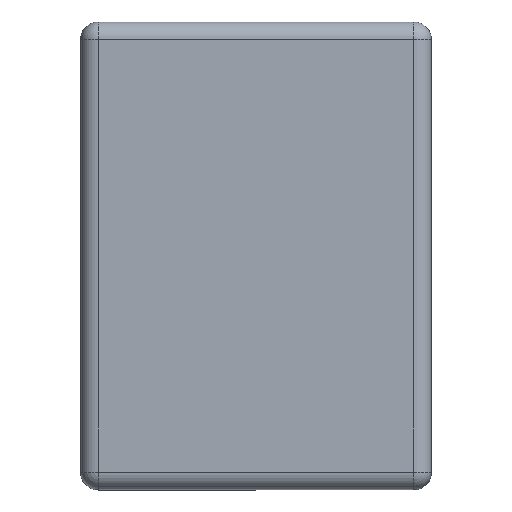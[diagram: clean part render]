
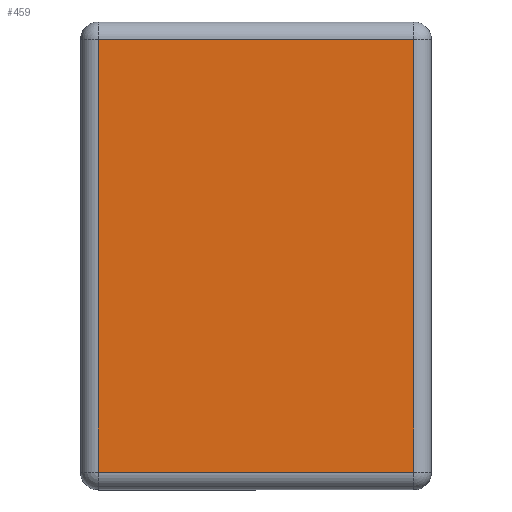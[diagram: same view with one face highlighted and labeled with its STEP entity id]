
A CAD part, top view. The second image highlights one B-rep face of the part: STEP entity #459.
In plain terms, the highlighted face is planar.
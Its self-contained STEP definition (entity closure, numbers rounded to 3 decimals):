
#1 = ORIENTED_EDGE ( 'NONE', *, *, #1769, .T. ) ;
#7 = CARTESIAN_POINT ( 'NONE',  ( 27., 35., 37. ) ) ;
#17 = EDGE_CURVE ( 'NONE', #981, #808, #1014, .T. ) ;
#83 = CARTESIAN_POINT ( 'NONE',  ( -27., 35., 37. ) ) ;
#96 = CARTESIAN_POINT ( 'NONE',  ( 30., 35., -37. ) ) ;
#120 = ORIENTED_EDGE ( 'NONE', *, *, #1556, .T. ) ;
#136 = CARTESIAN_POINT ( 'NONE',  ( 27., 35., -37. ) ) ;
#142 = ORIENTED_EDGE ( 'NONE', *, *, #949, .T. ) ;
#459 = ADVANCED_FACE ( 'NONE', ( #909 ), #710, .F. ) ;
#460 = AXIS2_PLACEMENT_3D ( 'NONE', #1658, #845, #465 ) ;
#465 = DIRECTION ( 'NONE',  ( 0., 0., -1. ) ) ;
#679 = VECTOR ( 'NONE', #1275, 1000. ) ;
#710 = PLANE ( 'NONE',  #460 ) ;
#725 = DIRECTION ( 'NONE',  ( 0., 0., -1. ) ) ;
#765 = DIRECTION ( 'NONE',  ( -1., 0., 0. ) ) ;
#785 = CARTESIAN_POINT ( 'NONE',  ( -27., 35., -37. ) ) ;
#808 = VERTEX_POINT ( 'NONE', #785 ) ;
#845 = DIRECTION ( 'NONE',  ( 0., -1., 0. ) ) ;
#909 = FACE_OUTER_BOUND ( 'NONE', #1726, .T. ) ;
#916 = VERTEX_POINT ( 'NONE', #83 ) ;
#949 = EDGE_CURVE ( 'NONE', #808, #916, #950, .T. ) ;
#950 = LINE ( 'NONE', #1617, #1263 ) ;
#978 = LINE ( 'NONE', #1367, #1657 ) ;
#981 = VERTEX_POINT ( 'NONE', #136 ) ;
#1014 = LINE ( 'NONE', #96, #1333 ) ;
#1186 = LINE ( 'NONE', #1549, #679 ) ;
#1207 = VERTEX_POINT ( 'NONE', #7 ) ;
#1220 = DIRECTION ( 'NONE',  ( 0., 0., 1. ) ) ;
#1263 = VECTOR ( 'NONE', #1220, 1000. ) ;
#1275 = DIRECTION ( 'NONE',  ( 1., 0., 0. ) ) ;
#1333 = VECTOR ( 'NONE', #765, 1000. ) ;
#1367 = CARTESIAN_POINT ( 'NONE',  ( 27., 35., 40. ) ) ;
#1549 = CARTESIAN_POINT ( 'NONE',  ( 27., 35., 37. ) ) ;
#1556 = EDGE_CURVE ( 'NONE', #1207, #981, #978, .T. ) ;
#1595 = ORIENTED_EDGE ( 'NONE', *, *, #17, .T. ) ;
#1617 = CARTESIAN_POINT ( 'NONE',  ( -27., 35., 40. ) ) ;
#1657 = VECTOR ( 'NONE', #725, 1000. ) ;
#1658 = CARTESIAN_POINT ( 'NONE',  ( 30., 35., 40. ) ) ;
#1726 = EDGE_LOOP ( 'NONE', ( #120, #1595, #142, #1 ) ) ;
#1769 = EDGE_CURVE ( 'NONE', #916, #1207, #1186, .T. ) ;
